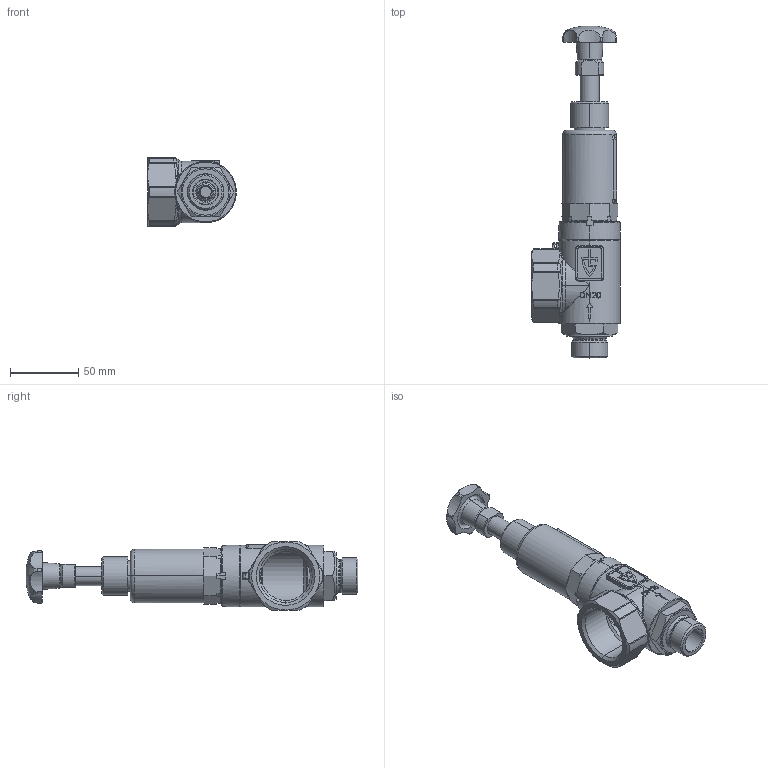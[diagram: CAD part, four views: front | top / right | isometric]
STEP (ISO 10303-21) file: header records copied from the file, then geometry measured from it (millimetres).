
FILE_DESCRIPTION (( 'STEP AP214' ), '1' );
FILE_NAME ('853bGFO-20-M-F-20-32.STEP', '2023-12-01T10:59:44', ( '' ), ( '' ), 'SwSTEP 2.0', 'SolidWorks 2022', '' );
FILE_SCHEMA (( 'AUTOMOTIVE_DESIGN' ));
Length unit declared in the file: millimetre
Products named in the file (1): 853bGFO-20-M-F-20-32
Bounding box: 65 x 243.53 x 50 mm (x, y, z)
Volume: 133875.8 mm3; surface area: 73550.6 mm2
Topology: 8 solids, 8 shells, 727 faces, 1788 edges, 1086 vertices
Faces by surface type: plane 199, cylinder 179, bspline 167, cone 114, torus 57, sphere 11
Entity records: 36077 total; most frequent: CARTESIAN_POINT 12233, ORIENTED_EDGE 3542, DIRECTION 3000, EDGE_CURVE 1771, AXIS2_PLACEMENT_3D 1197, VERTEX_POINT 1086, EDGE_LOOP 771, UNCERTAINTY_MEASURE_WITH_UNIT 737
